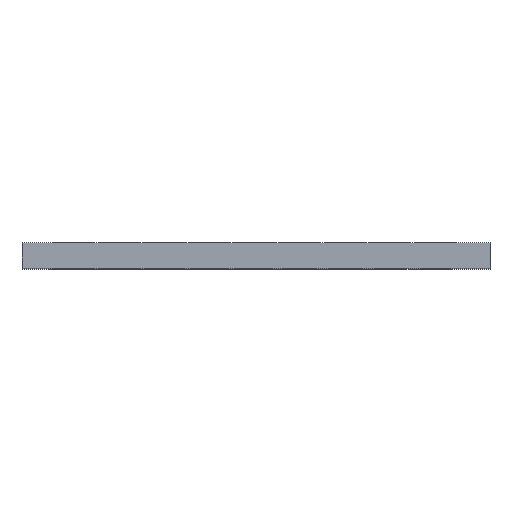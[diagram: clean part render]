
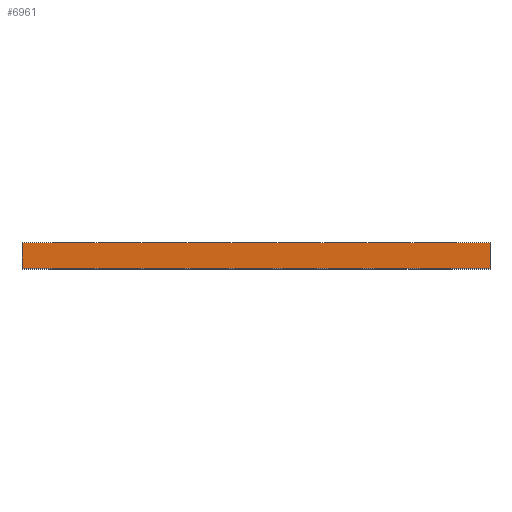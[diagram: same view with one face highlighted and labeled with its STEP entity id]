
A CAD part, top view. The second image highlights one B-rep face of the part: STEP entity #6961.
In plain terms, the highlighted planar face has unit normal (0, 0, 1).
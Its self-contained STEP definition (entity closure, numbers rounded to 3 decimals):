
#423=PLANE('',#7334);
#758=FACE_OUTER_BOUND('',#1139,.T.);
#1139=EDGE_LOOP('',(#6296,#6297,#6298,#6299));
#1336=LINE('',#9383,#2275);
#1607=LINE('',#9905,#2546);
#2120=LINE('',#10932,#3059);
#2121=LINE('',#10933,#3060);
#2275=VECTOR('',#7667,10.);
#2546=VECTOR('',#7942,10.);
#3059=VECTOR('',#8989,10.);
#3060=VECTOR('',#8990,10.);
#3228=VERTEX_POINT('',#9376);
#3231=VERTEX_POINT('',#9381);
#3479=VERTEX_POINT('',#9901);
#3727=VERTEX_POINT('',#10931);
#3904=EDGE_CURVE('',#3231,#3228,#1336,.T.);
#4175=EDGE_CURVE('',#3228,#3479,#1607,.T.);
#4688=EDGE_CURVE('',#3231,#3727,#2120,.T.);
#4689=EDGE_CURVE('',#3727,#3479,#2121,.T.);
#6296=ORIENTED_EDGE('',*,*,#3904,.F.);
#6297=ORIENTED_EDGE('',*,*,#4688,.T.);
#6298=ORIENTED_EDGE('',*,*,#4689,.T.);
#6299=ORIENTED_EDGE('',*,*,#4175,.F.);
#6961=ADVANCED_FACE('',(#758),#423,.T.);
#7334=AXIS2_PLACEMENT_3D('',#10930,#8987,#8988);
#7667=DIRECTION('',(1.,0.,0.));
#7942=DIRECTION('',(0.,-1.,0.));
#8987=DIRECTION('center_axis',(0.,0.,1.));
#8988=DIRECTION('ref_axis',(-1.,0.,0.));
#8989=DIRECTION('',(0.,-1.,0.));
#8990=DIRECTION('',(1.,0.,0.));
#9376=CARTESIAN_POINT('',(96.842,580.,173.783));
#9381=CARTESIAN_POINT('',(5.342,580.,173.783));
#9383=CARTESIAN_POINT('',(95.342,580.,173.783));
#9901=CARTESIAN_POINT('',(96.842,575.,173.783));
#9905=CARTESIAN_POINT('',(96.842,580.,173.783));
#10930=CARTESIAN_POINT('Origin',(95.342,580.,173.783));
#10931=CARTESIAN_POINT('',(5.342,575.,173.783));
#10932=CARTESIAN_POINT('',(5.342,580.,173.783));
#10933=CARTESIAN_POINT('',(95.342,575.,173.783));
